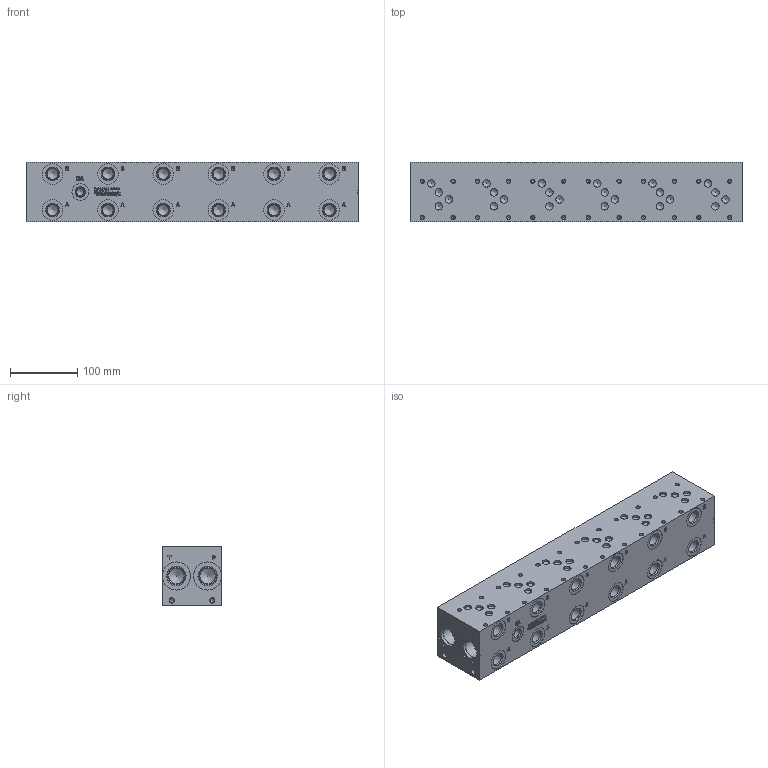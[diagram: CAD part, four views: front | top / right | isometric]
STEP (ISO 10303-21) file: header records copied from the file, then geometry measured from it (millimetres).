
FILE_DESCRIPTION(/* description */ (''),/* implementation_level */ '2;1');
FILE_NAME(/* name */ '_D05P063S_C.stp',/* time_stamp */ '2022-10-24T10:31:39-04:00',/* author */ ('mikeh'),/* organization */ (''),/* preprocessor_version */ 'ST-DEVELOPER v18',/* originating_system */ 'Autodesk Inventor 2020',/* authorisation */ '');
FILE_SCHEMA (('AUTOMOTIVE_DESIGN { 1 0 10303 214 3 1 1 }'));
Length unit declared in the file: millimetre
Products named in the file (1): Part_AD05P063S_C_3D
Bounding box: 495.3 x 88.9 x 88.9 mm (x, y, z)
Volume: 3715203.9 mm3; surface area: 236761.2 mm2
Topology: 1 solids, 1 shells, 1038 faces, 2838 edges, 1933 vertices
Faces by surface type: plane 497, bspline 245, cylinder 171, cone 125
Full cylindrical faces by diameter (mm): 5.105 x24, 6.35 x24, 6.528 x4, 7.925 x4, 10.719 x1, 11.125 x24, 12.9 x1, 14.275 x1, 14.29 x1, 14.529 x1, 15.875 x12, 15.9 x1, 17.501 x12, 19.05 x12, 19.253 x12, 20.62 x1, 22.23 x1, 22.54 x1, 23.012 x4, 24.917 x4, 25.019 x1, 26.99 x2, 27 x2, 27.432 x4, 30.16 x1, 30.632 x12, 42.037 x4
Entity records: 34758 total; most frequent: CARTESIAN_POINT 8925, ORIENTED_EDGE 5536, DIRECTION 4511, EDGE_CURVE 2768, VERTEX_POINT 1933, LINE 1633, VECTOR 1633, AXIS2_PLACEMENT_3D 1439
